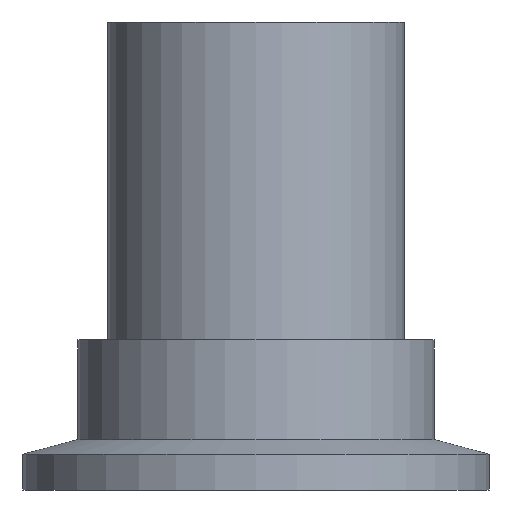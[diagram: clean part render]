
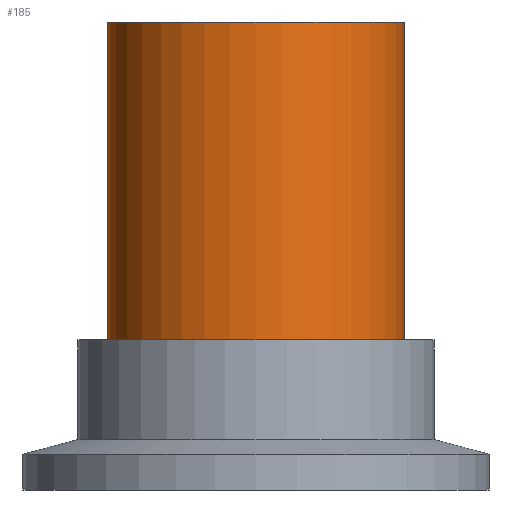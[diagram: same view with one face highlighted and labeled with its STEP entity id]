
A CAD part, front view. The second image highlights one B-rep face of the part: STEP entity #185.
In plain terms, the highlighted cylindrical face has radius 12.7 mm (diameter 25.4 mm), a partial arc.
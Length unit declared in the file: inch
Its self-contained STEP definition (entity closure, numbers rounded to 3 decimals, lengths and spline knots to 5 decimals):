
#1 = DIRECTION ( 'NONE',  ( -1., 0., 0. ) ) ;
#6 = EDGE_CURVE ( 'NONE', #53, #140, #323, .T. ) ;
#15 = VERTEX_POINT ( 'NONE', #368 ) ;
#33 = DIRECTION ( 'NONE',  ( -1., 0., 0. ) ) ;
#35 = CYLINDRICAL_SURFACE ( 'NONE', #303, 0.5 ) ;
#53 = VERTEX_POINT ( 'NONE', #394 ) ;
#64 = VECTOR ( 'NONE', #132, 39.37008 ) ;
#83 = DIRECTION ( 'NONE',  ( 0., 0., -1. ) ) ;
#98 = CARTESIAN_POINT ( 'NONE',  ( -0.5, 0., 0. ) ) ;
#102 = CARTESIAN_POINT ( 'NONE',  ( 0.5, 0., 0. ) ) ;
#107 = ORIENTED_EDGE ( 'NONE', *, *, #292, .T. ) ;
#112 = AXIS2_PLACEMENT_3D ( 'NONE', #333, #83, #1 ) ;
#132 = DIRECTION ( 'NONE',  ( 0., 0., -1. ) ) ;
#138 = AXIS2_PLACEMENT_3D ( 'NONE', #436, #212, #33 ) ;
#140 = VERTEX_POINT ( 'NONE', #479 ) ;
#167 = VECTOR ( 'NONE', #343, 39.37008 ) ;
#181 = DIRECTION ( 'NONE',  ( -1., 0., 0. ) ) ;
#185 = ADVANCED_FACE ( 'NONE', ( #302 ), #35, .T. ) ;
#212 = DIRECTION ( 'NONE',  ( 0., 0., -1. ) ) ;
#233 = LINE ( 'NONE', #98, #64 ) ;
#236 = EDGE_LOOP ( 'NONE', ( #461, #345, #107, #360 ) ) ;
#274 = CIRCLE ( 'NONE', #112, 0.5 ) ;
#292 = EDGE_CURVE ( 'NONE', #322, #140, #233, .T. ) ;
#302 = FACE_OUTER_BOUND ( 'NONE', #236, .T. ) ;
#303 = AXIS2_PLACEMENT_3D ( 'NONE', #401, #370, #181 ) ;
#322 = VERTEX_POINT ( 'NONE', #422 ) ;
#323 = CIRCLE ( 'NONE', #138, 0.5 ) ;
#333 = CARTESIAN_POINT ( 'NONE',  ( 0., 0., 1.575 ) ) ;
#343 = DIRECTION ( 'NONE',  ( 0., 0., -1. ) ) ;
#345 = ORIENTED_EDGE ( 'NONE', *, *, #462, .T. ) ;
#360 = ORIENTED_EDGE ( 'NONE', *, *, #6, .F. ) ;
#368 = CARTESIAN_POINT ( 'NONE',  ( 0.5, 0., 1.575 ) ) ;
#370 = DIRECTION ( 'NONE',  ( 0., 0., -1. ) ) ;
#379 = EDGE_CURVE ( 'NONE', #15, #53, #428, .T. ) ;
#394 = CARTESIAN_POINT ( 'NONE',  ( 0.5, 0., 0.505 ) ) ;
#401 = CARTESIAN_POINT ( 'NONE',  ( 0., 0., 0. ) ) ;
#422 = CARTESIAN_POINT ( 'NONE',  ( -0.5, 0., 1.575 ) ) ;
#428 = LINE ( 'NONE', #102, #167 ) ;
#436 = CARTESIAN_POINT ( 'NONE',  ( 0., 0., 0.505 ) ) ;
#461 = ORIENTED_EDGE ( 'NONE', *, *, #379, .F. ) ;
#462 = EDGE_CURVE ( 'NONE', #15, #322, #274, .T. ) ;
#479 = CARTESIAN_POINT ( 'NONE',  ( -0.5, 0., 0.505 ) ) ;
